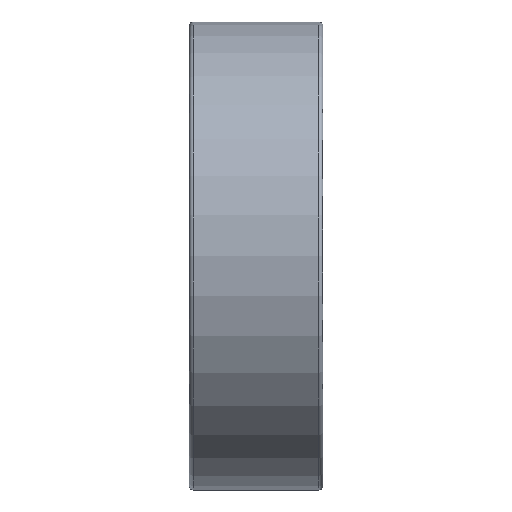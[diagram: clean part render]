
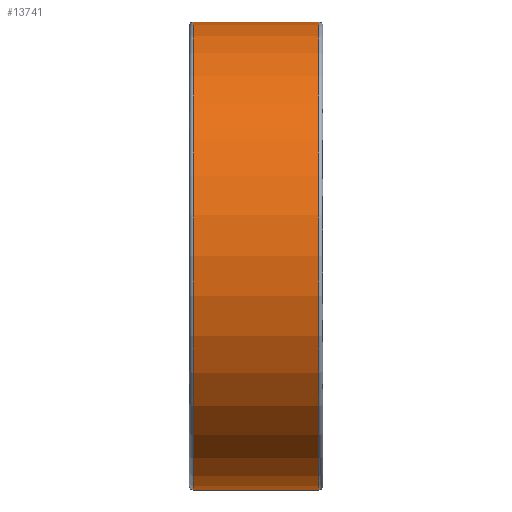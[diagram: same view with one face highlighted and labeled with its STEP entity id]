
A CAD part, top view. The second image highlights one B-rep face of the part: STEP entity #13741.
In plain terms, the highlighted cylindrical face has radius 17.5 mm (diameter 35 mm), a partial arc.
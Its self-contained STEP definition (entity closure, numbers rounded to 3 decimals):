
#3466=CARTESIAN_POINT('',(-4.7,0.,0.));
#3467=DIRECTION('',(1.,0.,0.));
#3468=DIRECTION('',(0.,1.,0.));
#3469=AXIS2_PLACEMENT_3D('',#3466,#3467,#3468);
#3474=CARTESIAN_POINT('',(4.7,0.,0.));
#3475=DIRECTION('',(1.,0.,0.));
#3476=DIRECTION('',(0.,1.,0.));
#3477=AXIS2_PLACEMENT_3D('',#3474,#3475,#3476);
#3490=DIRECTION('',(-1.,0.,0.));
#3491=VECTOR('',#3490,9.4);
#3492=CARTESIAN_POINT('',(4.7,-17.5,0.));
#3493=LINE('',#3492,#3491);
#3505=DIRECTION('',(-1.,0.,0.));
#3506=VECTOR('',#3505,9.4);
#3507=CARTESIAN_POINT('',(4.7,17.5,0.));
#3508=LINE('',#3507,#3506);
#10627=CARTESIAN_POINT('',(-4.7,17.5,0.));
#10628=CARTESIAN_POINT('',(-4.7,-17.5,0.));
#10629=VERTEX_POINT('',#10627);
#10630=VERTEX_POINT('',#10628);
#10631=CARTESIAN_POINT('',(4.7,17.5,0.));
#10632=CARTESIAN_POINT('',(4.7,-17.5,0.));
#10633=VERTEX_POINT('',#10631);
#10634=VERTEX_POINT('',#10632);
#13727=CARTESIAN_POINT('',(-5.5,0.,0.));
#13728=DIRECTION('',(1.,0.,0.));
#13729=DIRECTION('',(0.,-1.,0.));
#13730=AXIS2_PLACEMENT_3D('',#13727,#13728,#13729);
#13731=CYLINDRICAL_SURFACE('',#13730,17.5);
#13732=ORIENTED_EDGE('',*,*,#13717,.F.);
#13734=ORIENTED_EDGE('',*,*,#13733,.F.);
#13736=ORIENTED_EDGE('',*,*,#13735,.T.);
#13738=ORIENTED_EDGE('',*,*,#13737,.T.);
#13739=EDGE_LOOP('',(#13732,#13734,#13736,#13738));
#13740=FACE_OUTER_BOUND('',#13739,.F.);
#3470=CIRCLE('',#3469,17.5);
#3478=CIRCLE('',#3477,17.5);
#13717=EDGE_CURVE('',#10629,#10630,#3470,.T.);
#13733=EDGE_CURVE('',#10633,#10629,#3508,.T.);
#13735=EDGE_CURVE('',#10633,#10634,#3478,.T.);
#13737=EDGE_CURVE('',#10634,#10630,#3493,.T.);
#13741=ADVANCED_FACE('',(#13740),#13731,.T.);
